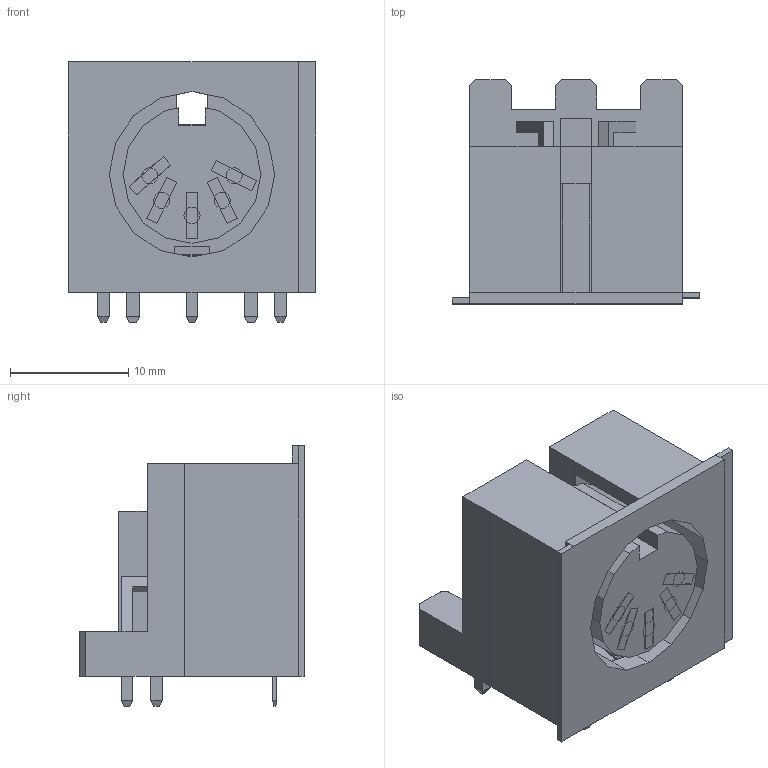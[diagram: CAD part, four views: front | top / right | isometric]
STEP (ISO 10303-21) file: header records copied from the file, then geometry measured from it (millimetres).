
FILE_DESCRIPTION(('STEP AP214'),'1');
FILE_NAME('din_5_correct.stp','2023-10-11T17:20:48',(' '),(' '),'Spatial InterOp 3D',' ',' ');
FILE_SCHEMA(('AUTOMOTIVE_DESIGN { 1 0 10303 214 1 1 1 1 }'));
Length unit declared in the file: metre
Products named in the file (15): din_5; Component1; Component2; Component3; Component4; Component5; Component6; Component7; Component8; Component9; Component10; Component11; Component12; Component13; din_5_correct
Assembly tree (14 placements, depth 3):
  din_5_correct
    din_5
      Component1
      Component2
      Component3
      Component4
      Component5
      Component6
      Component7
      Component8
      Component9
      Component10
      Component11
      Component12
      Component13
Bounding box: 20.98 x 19 x 22.09 mm (x, y, z)
Volume: 4292.4 mm3; surface area: 3544.1 mm2
Topology: 13 solids, 13 shells, 373 faces, 983 edges, 630 vertices
Faces by surface type: plane 373
Entity records: 11615 total; most frequent: CARTESIAN_POINT 2000, ORIENTED_EDGE 1964, DIRECTION 1761, LINE 983, VECTOR 983, EDGE_CURVE 982, VERTEX_POINT 628, AXIS2_PLACEMENT_3D 389
